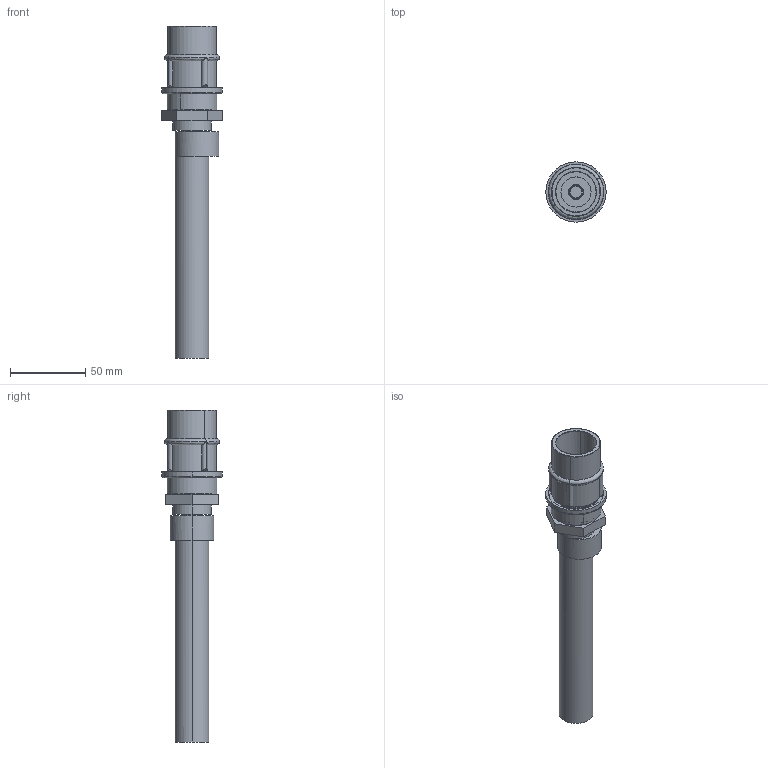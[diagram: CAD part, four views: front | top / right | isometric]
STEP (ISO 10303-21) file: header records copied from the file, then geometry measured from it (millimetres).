
FILE_DESCRIPTION (( 'STEP AP214' ), '1' );
FILE_NAME ('assieme vorteccooler 711.STEP', '2013-01-18T11:25:00', ( 'PC' ), ( '' ), 'SwSTEP 2.0', 'SolidWorks 2012', '' );
FILE_SCHEMA (( 'AUTOMOTIVE_DESIGN' ));
Length unit declared in the file: millimetre
Products named in the file (6): bocchettone vortexcooler  711; vortexcooler  OR   711BSP; ghiera vortexcooler   711BSP; guarnizione  711BSP; BASE  711; assieme vorteccooler  711
Assembly tree (5 placements, depth 2):
  assieme vorteccooler  711
    BASE  711
    guarnizione  711BSP
    ghiera vortexcooler   711BSP
    vortexcooler  OR   711BSP
    bocchettone vortexcooler  711
Bounding box: 40 x 40 x 220.3 mm (x, y, z)
Volume: 104288.2 mm3; surface area: 35846.2 mm2
Topology: 5 solids, 5 shells, 115 faces, 250 edges, 157 vertices
Faces by surface type: cylinder 55, plane 34, bspline 22, cone 4
Entity records: 5460 total; most frequent: CARTESIAN_POINT 1460, DIRECTION 557, ORIENTED_EDGE 500, EDGE_CURVE 250, AXIS2_PLACEMENT_3D 240, VERTEX_POINT 157, CIRCLE 139, EDGE_LOOP 135
